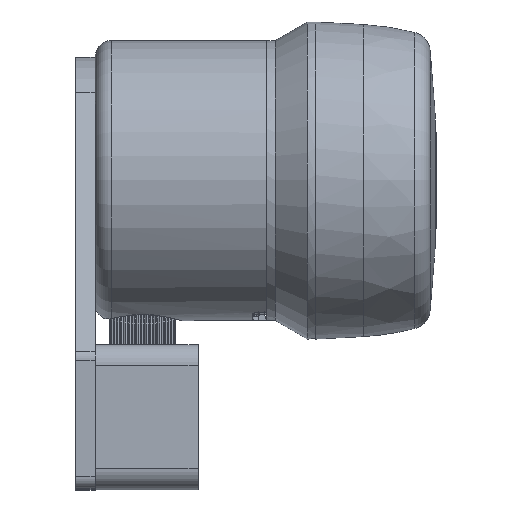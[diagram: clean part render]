
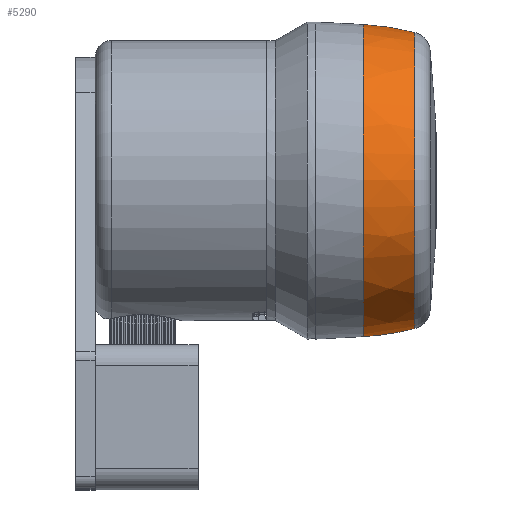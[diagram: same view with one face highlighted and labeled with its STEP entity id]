
A CAD part, top view. The second image highlights one B-rep face of the part: STEP entity #5290.
In plain terms, the highlighted free-form (B-spline) face has degree [2, 2] with [3, 9] control points.
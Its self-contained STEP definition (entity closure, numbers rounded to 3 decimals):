
#36=(
BOUNDED_SURFACE()
B_SPLINE_SURFACE(2,2,((#9221,#9222,#9223,#9224,#9225,#9226,#9227,#9228,
#9229),(#9230,#9231,#9232,#9233,#9234,#9235,#9236,#9237,#9238),(#9239,#9240,
#9241,#9242,#9243,#9244,#9245,#9246,#9247)),.UNSPECIFIED.,.F.,.T.,.F.)
B_SPLINE_SURFACE_WITH_KNOTS((3,3),(3,2,2,2,3),(0.052,0.259),
(-3.142,-1.571,0.,1.571,3.142),
 .UNSPECIFIED.)
GEOMETRIC_REPRESENTATION_ITEM()
RATIONAL_B_SPLINE_SURFACE(((1.,0.707,1.,0.707,1.,
0.707,1.,0.707,1.),(0.995,0.703,
0.995,0.703,0.995,0.703,
0.995,0.703,0.995),(1.,0.707,
1.,0.707,1.,0.707,1.,0.707,1.)))
REPRESENTATION_ITEM('')
SURFACE()
);
#184=CIRCLE('',#5677,37.889);
#185=CIRCLE('',#5678,37.889);
#186=CIRCLE('',#5679,35.929);
#187=CIRCLE('',#5680,61.446);
#570=FACE_OUTER_BOUND('',#852,.T.);
#852=EDGE_LOOP('',(#3807,#3808,#3809,#3810,#3811));
#2225=VERTEX_POINT('',#9216);
#2226=VERTEX_POINT('',#9218);
#2227=VERTEX_POINT('',#9248);
#2851=EDGE_CURVE('',#2226,#2225,#184,.T.);
#2852=EDGE_CURVE('',#2225,#2226,#185,.T.);
#2853=EDGE_CURVE('',#2227,#2227,#186,.T.);
#2854=EDGE_CURVE('',#2226,#2227,#187,.T.);
#3807=ORIENTED_EDGE('',*,*,#2853,.F.);
#3808=ORIENTED_EDGE('',*,*,#2854,.F.);
#3809=ORIENTED_EDGE('',*,*,#2851,.T.);
#3810=ORIENTED_EDGE('',*,*,#2852,.T.);
#3811=ORIENTED_EDGE('',*,*,#2854,.T.);
#5290=ADVANCED_FACE('',(#570),#36,.F.);
#5677=AXIS2_PLACEMENT_3D('',#9219,#6413,#6414);
#5678=AXIS2_PLACEMENT_3D('',#9220,#6415,#6416);
#5679=AXIS2_PLACEMENT_3D('',#9249,#6417,#6418);
#5680=AXIS2_PLACEMENT_3D('',#9250,#6419,#6420);
#6413=DIRECTION('center_axis',(0.,1.,0.));
#6414=DIRECTION('ref_axis',(0.,0.,1.));
#6415=DIRECTION('center_axis',(0.,1.,0.));
#6416=DIRECTION('ref_axis',(0.,0.,1.));
#6417=DIRECTION('center_axis',(0.,1.,0.));
#6418=DIRECTION('ref_axis',(0.,0.,1.));
#6419=DIRECTION('center_axis',(1.,0.,0.));
#6420=DIRECTION('ref_axis',(0.,0.,
-1.));
#9216=CARTESIAN_POINT('',(0.,34.656,37.889));
#9218=CARTESIAN_POINT('',(0.,34.656,-37.889));
#9219=CARTESIAN_POINT('Origin',(0.,34.656,0.));
#9220=CARTESIAN_POINT('Origin',(0.,34.656,0.));
#9221=CARTESIAN_POINT('Ctrl Pts',(0.,34.656,
-37.889));
#9222=CARTESIAN_POINT('Ctrl Pts',(-37.889,34.656,-37.889));
#9223=CARTESIAN_POINT('Ctrl Pts',(-37.889,34.656,0.));
#9224=CARTESIAN_POINT('Ctrl Pts',(-37.889,34.656,37.889));
#9225=CARTESIAN_POINT('Ctrl Pts',(0.,34.656,
37.889));
#9226=CARTESIAN_POINT('Ctrl Pts',(37.889,34.656,37.889));
#9227=CARTESIAN_POINT('Ctrl Pts',(37.889,34.656,0.));
#9228=CARTESIAN_POINT('Ctrl Pts',(37.889,34.656,-37.889));
#9229=CARTESIAN_POINT('Ctrl Pts',(0.,34.656,
-37.889));
#9230=CARTESIAN_POINT('Ctrl Pts',(0.,41.008,
-37.556));
#9231=CARTESIAN_POINT('Ctrl Pts',(-37.556,41.008,-37.556));
#9232=CARTESIAN_POINT('Ctrl Pts',(-37.556,41.008,0.));
#9233=CARTESIAN_POINT('Ctrl Pts',(-37.556,41.008,37.556));
#9234=CARTESIAN_POINT('Ctrl Pts',(0.,41.008,
37.556));
#9235=CARTESIAN_POINT('Ctrl Pts',(37.556,41.008,37.556));
#9236=CARTESIAN_POINT('Ctrl Pts',(37.556,41.008,0.));
#9237=CARTESIAN_POINT('Ctrl Pts',(37.556,41.008,-37.556));
#9238=CARTESIAN_POINT('Ctrl Pts',(0.,41.008,
-37.556));
#9239=CARTESIAN_POINT('Ctrl Pts',(0.,47.158,
-35.929));
#9240=CARTESIAN_POINT('Ctrl Pts',(-35.929,47.158,-35.929));
#9241=CARTESIAN_POINT('Ctrl Pts',(-35.929,47.158,0.));
#9242=CARTESIAN_POINT('Ctrl Pts',(-35.929,47.158,35.929));
#9243=CARTESIAN_POINT('Ctrl Pts',(0.,47.158,
35.929));
#9244=CARTESIAN_POINT('Ctrl Pts',(35.929,47.158,35.929));
#9245=CARTESIAN_POINT('Ctrl Pts',(35.929,47.158,0.));
#9246=CARTESIAN_POINT('Ctrl Pts',(35.929,47.158,-35.929));
#9247=CARTESIAN_POINT('Ctrl Pts',(0.,47.158,
-35.929));
#9248=CARTESIAN_POINT('',(0.,47.158,-35.929));
#9249=CARTESIAN_POINT('Origin',(0.,47.158,0.));
#9250=CARTESIAN_POINT('Origin',(0.,31.44,23.473));
